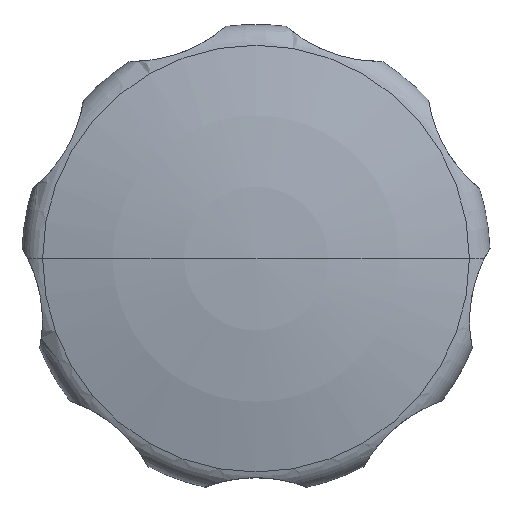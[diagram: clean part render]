
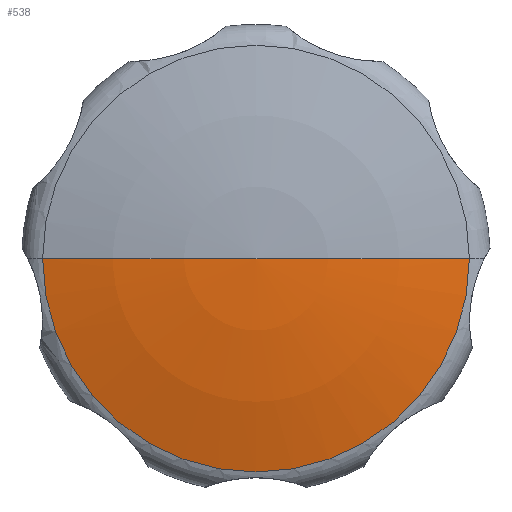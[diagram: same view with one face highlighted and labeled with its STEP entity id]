
A CAD part, top view. The second image highlights one B-rep face of the part: STEP entity #538.
In plain terms, the highlighted spherical face has radius 88.136 mm.
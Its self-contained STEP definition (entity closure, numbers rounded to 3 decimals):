
#302=EDGE_CURVE('',#566,#530,#710,.T.);
#530=VERTEX_POINT('',#961);
#538=ADVANCED_FACE('',(#970),#971,.T.);
#542=EDGE_CURVE('',#556,#530,#975,.T.);
#556=VERTEX_POINT('',#991);
#566=VERTEX_POINT('',#1001);
#592=EDGE_CURVE('',#556,#566,#1031,.T.);
#710=CIRCLE('',#1214,88.136);
#961=CARTESIAN_POINT('',(22.775,0.,46.006));
#970=FACE_OUTER_BOUND('',#1956,.T.);
#971=SPHERICAL_SURFACE('',#1957,88.136);
#975=CIRCLE('',#1963,22.775);
#991=CARTESIAN_POINT('',(-22.775,0.,46.006));
#1001=CARTESIAN_POINT('',(0.,0.,49.0));
#1031=CIRCLE('',#2125,88.136);
#1214=AXIS2_PLACEMENT_3D('',#2256,#2257,#2258);
#1956=EDGE_LOOP('',(#2562,#2563,#2564));
#1957=AXIS2_PLACEMENT_3D('',#2565,#2566,#2567);
#1963=AXIS2_PLACEMENT_3D('',#2571,#2572,#2573);
#2125=AXIS2_PLACEMENT_3D('',#2627,#2628,#2629);
#2256=CARTESIAN_POINT('',(0.,0.,-39.136));
#2257=DIRECTION('',(0.,1.0,0.));
#2258=DIRECTION('',(0.0,0.,-1.0));
#2562=ORIENTED_EDGE('',*,*,#592,.F.);
#2563=ORIENTED_EDGE('',*,*,#542,.T.);
#2564=ORIENTED_EDGE('',*,*,#302,.F.);
#2565=CARTESIAN_POINT('',(0.,0.,-39.136));
#2566=DIRECTION('',(0.,0.,1.0));
#2567=DIRECTION('',(-1.0,0.,0.0));
#2571=CARTESIAN_POINT('',(0.,0.,46.006));
#2572=DIRECTION('',(0.,0.,1.0));
#2573=DIRECTION('',(-1.0,0.,0.));
#2627=CARTESIAN_POINT('',(0.,0.,-39.136));
#2628=DIRECTION('',(0.,1.0,0.));
#2629=DIRECTION('',(0.0,0.,-1.0));
